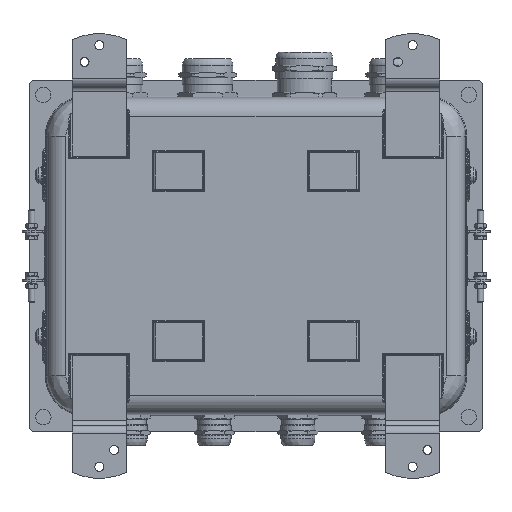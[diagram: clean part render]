
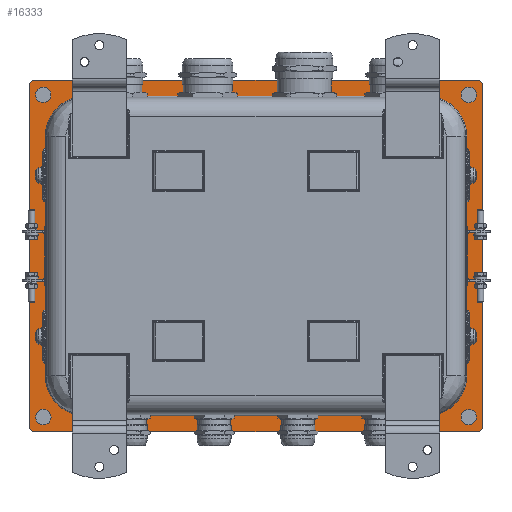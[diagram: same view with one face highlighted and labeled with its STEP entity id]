
A CAD part, front view. The second image highlights one B-rep face of the part: STEP entity #16333.
In plain terms, the highlighted planar face has unit normal (0, -1, 0).
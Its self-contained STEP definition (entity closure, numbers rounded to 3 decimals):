
#1056=LINE('',#25902,#1946);
#1057=LINE('',#25906,#1947);
#1058=LINE('',#25910,#1948);
#1059=LINE('',#25914,#1949);
#1060=LINE('',#25920,#1950);
#1061=LINE('',#25924,#1951);
#1062=LINE('',#25928,#1952);
#1063=LINE('',#25931,#1953);
#1946=VECTOR('',#20152,10.);
#1947=VECTOR('',#20155,10.);
#1948=VECTOR('',#20158,10.);
#1949=VECTOR('',#20161,10.);
#1950=VECTOR('',#20166,10.);
#1951=VECTOR('',#20169,10.);
#1952=VECTOR('',#20172,10.);
#1953=VECTOR('',#20175,10.);
#3052=FACE_BOUND('',#5395,.T.);
#3053=FACE_BOUND('',#5396,.T.);
#3054=FACE_BOUND('',#5397,.T.);
#3055=FACE_BOUND('',#5398,.T.);
#3056=FACE_BOUND('',#5399,.T.);
#4385=FACE_OUTER_BOUND('',#5394,.T.);
#5394=EDGE_LOOP('',(#12142,#12143,#12144,#12145,#12146,#12147,#12148,#12149));
#5395=EDGE_LOOP('',(#12150,#12151,#12152,#12153,#12154,#12155,#12156,#12157));
#5396=EDGE_LOOP('',(#12158));
#5397=EDGE_LOOP('',(#12159));
#5398=EDGE_LOOP('',(#12160));
#5399=EDGE_LOOP('',(#12161));
#6480=CIRCLE('',#17582,5.);
#6481=CIRCLE('',#17583,5.);
#6482=CIRCLE('',#17584,5.);
#6483=CIRCLE('',#17585,5.);
#6484=CIRCLE('',#17586,30.938);
#6485=CIRCLE('',#17587,30.938);
#6486=CIRCLE('',#17588,30.938);
#6487=CIRCLE('',#17589,30.938);
#6488=CIRCLE('',#17590,6.);
#6489=CIRCLE('',#17591,6.);
#6490=CIRCLE('',#17592,6.);
#6491=CIRCLE('',#17593,6.);
#7490=VERTEX_POINT('',#25900);
#7491=VERTEX_POINT('',#25901);
#7492=VERTEX_POINT('',#25903);
#7493=VERTEX_POINT('',#25905);
#7494=VERTEX_POINT('',#25907);
#7495=VERTEX_POINT('',#25909);
#7496=VERTEX_POINT('',#25911);
#7497=VERTEX_POINT('',#25913);
#7498=VERTEX_POINT('',#25916);
#7499=VERTEX_POINT('',#25917);
#7500=VERTEX_POINT('',#25919);
#7501=VERTEX_POINT('',#25921);
#7502=VERTEX_POINT('',#25923);
#7503=VERTEX_POINT('',#25925);
#7504=VERTEX_POINT('',#25927);
#7505=VERTEX_POINT('',#25929);
#7506=VERTEX_POINT('',#25932);
#7507=VERTEX_POINT('',#25934);
#7508=VERTEX_POINT('',#25936);
#7509=VERTEX_POINT('',#25938);
#9192=EDGE_CURVE('',#7490,#7491,#1056,.T.);
#9193=EDGE_CURVE('',#7491,#7492,#6480,.T.);
#9194=EDGE_CURVE('',#7492,#7493,#1057,.T.);
#9195=EDGE_CURVE('',#7493,#7494,#6481,.T.);
#9196=EDGE_CURVE('',#7494,#7495,#1058,.T.);
#9197=EDGE_CURVE('',#7495,#7496,#6482,.T.);
#9198=EDGE_CURVE('',#7496,#7497,#1059,.T.);
#9199=EDGE_CURVE('',#7497,#7490,#6483,.T.);
#9200=EDGE_CURVE('',#7498,#7499,#6484,.T.);
#9201=EDGE_CURVE('',#7500,#7498,#1060,.T.);
#9202=EDGE_CURVE('',#7501,#7500,#6485,.T.);
#9203=EDGE_CURVE('',#7502,#7501,#1061,.T.);
#9204=EDGE_CURVE('',#7503,#7502,#6486,.T.);
#9205=EDGE_CURVE('',#7504,#7503,#1062,.T.);
#9206=EDGE_CURVE('',#7505,#7504,#6487,.T.);
#9207=EDGE_CURVE('',#7499,#7505,#1063,.T.);
#9208=EDGE_CURVE('',#7506,#7506,#6488,.T.);
#9209=EDGE_CURVE('',#7507,#7507,#6489,.T.);
#9210=EDGE_CURVE('',#7508,#7508,#6490,.T.);
#9211=EDGE_CURVE('',#7509,#7509,#6491,.T.);
#12142=ORIENTED_EDGE('',*,*,#9192,.T.);
#12143=ORIENTED_EDGE('',*,*,#9193,.T.);
#12144=ORIENTED_EDGE('',*,*,#9194,.T.);
#12145=ORIENTED_EDGE('',*,*,#9195,.T.);
#12146=ORIENTED_EDGE('',*,*,#9196,.T.);
#12147=ORIENTED_EDGE('',*,*,#9197,.T.);
#12148=ORIENTED_EDGE('',*,*,#9198,.T.);
#12149=ORIENTED_EDGE('',*,*,#9199,.T.);
#12150=ORIENTED_EDGE('',*,*,#9200,.F.);
#12151=ORIENTED_EDGE('',*,*,#9201,.F.);
#12152=ORIENTED_EDGE('',*,*,#9202,.F.);
#12153=ORIENTED_EDGE('',*,*,#9203,.F.);
#12154=ORIENTED_EDGE('',*,*,#9204,.F.);
#12155=ORIENTED_EDGE('',*,*,#9205,.F.);
#12156=ORIENTED_EDGE('',*,*,#9206,.F.);
#12157=ORIENTED_EDGE('',*,*,#9207,.F.);
#12158=ORIENTED_EDGE('',*,*,#9208,.F.);
#12159=ORIENTED_EDGE('',*,*,#9209,.F.);
#12160=ORIENTED_EDGE('',*,*,#9210,.F.);
#12161=ORIENTED_EDGE('',*,*,#9211,.F.);
#15800=PLANE('',#17581);
#16333=ADVANCED_FACE('',(#4385,#3052,#3053,#3054,#3055,#3056),#15800,.F.);
#17581=AXIS2_PLACEMENT_3D('',#25899,#20150,#20151);
#17582=AXIS2_PLACEMENT_3D('',#25904,#20153,#20154);
#17583=AXIS2_PLACEMENT_3D('',#25908,#20156,#20157);
#17584=AXIS2_PLACEMENT_3D('',#25912,#20159,#20160);
#17585=AXIS2_PLACEMENT_3D('',#25915,#20162,#20163);
#17586=AXIS2_PLACEMENT_3D('',#25918,#20164,#20165);
#17587=AXIS2_PLACEMENT_3D('',#25922,#20167,#20168);
#17588=AXIS2_PLACEMENT_3D('',#25926,#20170,#20171);
#17589=AXIS2_PLACEMENT_3D('',#25930,#20173,#20174);
#17590=AXIS2_PLACEMENT_3D('',#25933,#20176,#20177);
#17591=AXIS2_PLACEMENT_3D('',#25935,#20178,#20179);
#17592=AXIS2_PLACEMENT_3D('',#25937,#20180,#20181);
#17593=AXIS2_PLACEMENT_3D('',#25939,#20182,#20183);
#20150=DIRECTION('center_axis',(0.,1.,0.));
#20151=DIRECTION('ref_axis',(-1.,0.,0.));
#20152=DIRECTION('',(-1.,0.,0.));
#20153=DIRECTION('center_axis',(0.,-1.,0.));
#20154=DIRECTION('ref_axis',(1.,0.,0.));
#20155=DIRECTION('',(0.,0.,-1.));
#20156=DIRECTION('center_axis',(0.,-1.,0.));
#20157=DIRECTION('ref_axis',(0.,0.,
1.));
#20158=DIRECTION('',(1.,0.,0.));
#20159=DIRECTION('center_axis',(0.,-1.,0.));
#20160=DIRECTION('ref_axis',(-1.,0.,0.));
#20161=DIRECTION('',(0.,0.,1.));
#20162=DIRECTION('center_axis',(0.,-1.,0.));
#20163=DIRECTION('ref_axis',(0.,0.,
-1.));
#20164=DIRECTION('center_axis',(0.,-1.,0.));
#20165=DIRECTION('ref_axis',(0.,0.,1.));
#20166=DIRECTION('',(-1.,0.,0.));
#20167=DIRECTION('center_axis',(0.,-1.,0.));
#20168=DIRECTION('ref_axis',(0.,0.,1.));
#20169=DIRECTION('',(0.,0.,1.));
#20170=DIRECTION('center_axis',(0.,-1.,0.));
#20171=DIRECTION('ref_axis',(0.,0.,1.));
#20172=DIRECTION('',(1.,0.,0.));
#20173=DIRECTION('center_axis',(0.,-1.,0.));
#20174=DIRECTION('ref_axis',(0.,0.,1.));
#20175=DIRECTION('',(0.,0.,-1.));
#20176=DIRECTION('center_axis',(0.,-1.,0.));
#20177=DIRECTION('ref_axis',(0.549,0.,-0.836));
#20178=DIRECTION('center_axis',(0.,-1.,0.));
#20179=DIRECTION('ref_axis',(0.997,0.,0.08));
#20180=DIRECTION('center_axis',(0.,-1.,0.));
#20181=DIRECTION('ref_axis',(0.865,0.,0.501));
#20182=DIRECTION('center_axis',(0.,-1.,0.));
#20183=DIRECTION('ref_axis',(0.839,0.,0.544));
#25899=CARTESIAN_POINT('Origin',(0.,87.5,0.));
#25900=CARTESIAN_POINT('',(171.,87.5,136.5));
#25901=CARTESIAN_POINT('',(-171.,87.5,136.5));
#25902=CARTESIAN_POINT('',(171.,87.5,136.5));
#25903=CARTESIAN_POINT('',(-176.,87.5,131.5));
#25904=CARTESIAN_POINT('Origin',(-171.,87.5,131.5));
#25905=CARTESIAN_POINT('',(-176.,87.5,-131.5));
#25906=CARTESIAN_POINT('',(-176.,87.5,131.5));
#25907=CARTESIAN_POINT('',(-171.,87.5,-136.5));
#25908=CARTESIAN_POINT('Origin',(-171.,87.5,-131.5));
#25909=CARTESIAN_POINT('',(171.,87.5,-136.5));
#25910=CARTESIAN_POINT('',(-171.,87.5,-136.5));
#25911=CARTESIAN_POINT('',(176.,87.5,-131.5));
#25912=CARTESIAN_POINT('Origin',(171.,87.5,-131.5));
#25913=CARTESIAN_POINT('',(176.,87.5,131.5));
#25914=CARTESIAN_POINT('',(176.,87.5,-131.5));
#25915=CARTESIAN_POINT('Origin',(171.,87.5,131.5));
#25916=CARTESIAN_POINT('',(-132.5,87.5,123.938));
#25917=CARTESIAN_POINT('',(-163.438,87.5,93.));
#25918=CARTESIAN_POINT('Origin',(-132.5,87.5,93.));
#25919=CARTESIAN_POINT('',(132.5,87.5,123.938));
#25920=CARTESIAN_POINT('',(-66.25,87.5,123.938));
#25921=CARTESIAN_POINT('',(163.438,87.5,93.));
#25922=CARTESIAN_POINT('Origin',(132.5,87.5,93.));
#25923=CARTESIAN_POINT('',(163.438,87.5,-93.));
#25924=CARTESIAN_POINT('',(163.438,87.5,46.5));
#25925=CARTESIAN_POINT('',(132.5,87.5,-123.938));
#25926=CARTESIAN_POINT('Origin',(132.5,87.5,-93.));
#25927=CARTESIAN_POINT('',(-132.5,87.5,-123.938));
#25928=CARTESIAN_POINT('',(66.25,87.5,-123.938));
#25929=CARTESIAN_POINT('',(-163.438,87.5,-93.));
#25930=CARTESIAN_POINT('Origin',(-132.5,87.5,-93.));
#25931=CARTESIAN_POINT('',(-163.438,87.5,-46.5));
#25932=CARTESIAN_POINT('',(-168.294,87.5,130.015));
#25933=CARTESIAN_POINT('Origin',(-165.,87.5,125.));
#25934=CARTESIAN_POINT('',(159.019,87.5,124.522));
#25935=CARTESIAN_POINT('Origin',(165.,87.5,125.));
#25936=CARTESIAN_POINT('',(-170.192,87.5,-128.007));
#25937=CARTESIAN_POINT('Origin',(-165.,87.5,-125.));
#25938=CARTESIAN_POINT('',(159.966,87.5,-128.265));
#25939=CARTESIAN_POINT('Origin',(165.,87.5,-125.));
